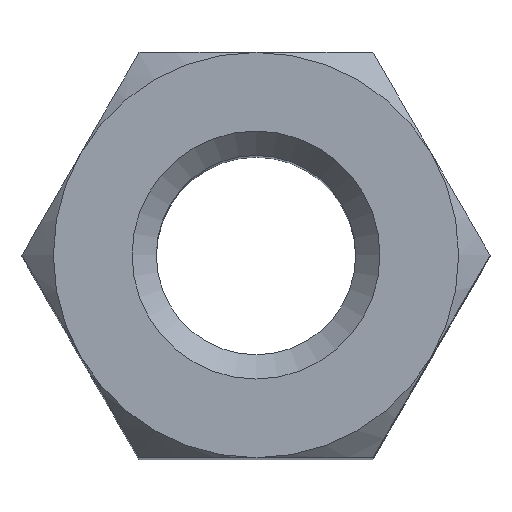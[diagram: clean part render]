
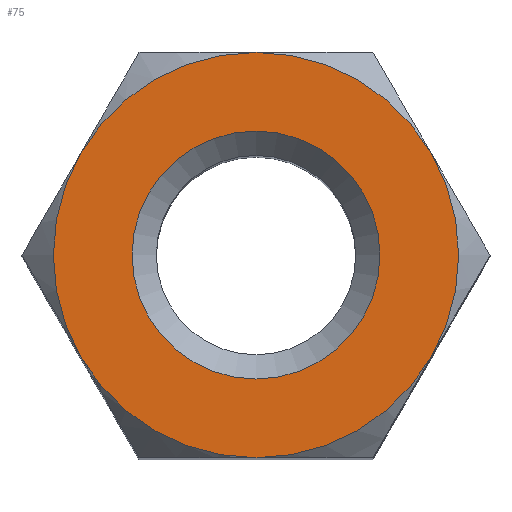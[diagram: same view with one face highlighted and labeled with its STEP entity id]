
A CAD part, top view. The second image highlights one B-rep face of the part: STEP entity #75.
In plain terms, the highlighted planar face has unit normal (0, 0, 1).
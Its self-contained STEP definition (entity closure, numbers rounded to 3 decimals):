
#75 = ADVANCED_FACE( '', ( #156, #157 ), #158, .T. );
#156 = FACE_BOUND( '', #237, .T. );
#157 = FACE_OUTER_BOUND( '', #238, .T. );
#158 = PLANE( '', #239 );
#237 = EDGE_LOOP( '', ( #374 ) );
#238 = EDGE_LOOP( '', ( #375, #376, #377, #378, #379, #380 ) );
#239 = AXIS2_PLACEMENT_3D( '', #381, #382, #383 );
#374 = ORIENTED_EDGE( '', *, *, #494, .T. );
#375 = ORIENTED_EDGE( '', *, *, #500, .F. );
#376 = ORIENTED_EDGE( '', *, *, #501, .F. );
#377 = ORIENTED_EDGE( '', *, *, #488, .F. );
#378 = ORIENTED_EDGE( '', *, *, #502, .T. );
#379 = ORIENTED_EDGE( '', *, *, #484, .F. );
#380 = ORIENTED_EDGE( '', *, *, #474, .F. );
#381 = CARTESIAN_POINT( '', ( 0., 0., 6.5 ) );
#382 = DIRECTION( '', ( 0., 0., 1. ) );
#383 = DIRECTION( '', ( 1., 0., 0. ) );
#474 = EDGE_CURVE( '', #557, #537, #559, .F. );
#484 = EDGE_CURVE( '', #537, #549, #572, .F. );
#488 = EDGE_CURVE( '', #577, #578, #579, .F. );
#494 = EDGE_CURVE( '', #587, #587, #588, .T. );
#500 = EDGE_CURVE( '', #595, #557, #596, .F. );
#501 = EDGE_CURVE( '', #578, #595, #597, .F. );
#502 = EDGE_CURVE( '', #577, #549, #598, .T. );
#537 = VERTEX_POINT( '', #664 );
#549 = VERTEX_POINT( '', #701 );
#557 = VERTEX_POINT( '', #727 );
#559 = CIRCLE( '', #736, 2.5 );
#572 = CIRCLE( '', #761, 2.5 );
#577 = VERTEX_POINT( '', #766 );
#578 = VERTEX_POINT( '', #767 );
#579 = CIRCLE( '', #768, 2.5 );
#587 = VERTEX_POINT( '', #788 );
#588 = CIRCLE( '', #789, 1.53 );
#595 = VERTEX_POINT( '', #809 );
#596 = CIRCLE( '', #810, 2.5 );
#597 = CIRCLE( '', #811, 2.5 );
#598 = CIRCLE( '', #812, 2.5 );
#664 = CARTESIAN_POINT( '', ( -2.165, -1.25, 6.5 ) );
#701 = CARTESIAN_POINT( '', ( -2.165, 1.25, 6.5 ) );
#727 = CARTESIAN_POINT( '', ( 0., -2.5, 6.5 ) );
#736 = AXIS2_PLACEMENT_3D( '', #874, #875, #876 );
#761 = AXIS2_PLACEMENT_3D( '', #889, #890, #891 );
#766 = CARTESIAN_POINT( '', ( 0., 2.5, 6.5 ) );
#767 = CARTESIAN_POINT( '', ( 2.165, 1.25, 6.5 ) );
#768 = AXIS2_PLACEMENT_3D( '', #895, #896, #897 );
#788 = CARTESIAN_POINT( '', ( 0., 1.53, 6.5 ) );
#789 = AXIS2_PLACEMENT_3D( '', #901, #902, #903 );
#809 = CARTESIAN_POINT( '', ( 2.165, -1.25, 6.5 ) );
#810 = AXIS2_PLACEMENT_3D( '', #905, #906, #907 );
#811 = AXIS2_PLACEMENT_3D( '', #908, #909, #910 );
#812 = AXIS2_PLACEMENT_3D( '', #911, #912, #913 );
#874 = CARTESIAN_POINT( '', ( 0., 0., 6.5 ) );
#875 = DIRECTION( '', ( 0., 0., 1. ) );
#876 = DIRECTION( '', ( 1., 0., 0. ) );
#889 = CARTESIAN_POINT( '', ( 0., 0., 6.5 ) );
#890 = DIRECTION( '', ( 0., 0., 1. ) );
#891 = DIRECTION( '', ( 1., 0., 0. ) );
#895 = CARTESIAN_POINT( '', ( 0., 0., 6.5 ) );
#896 = DIRECTION( '', ( 0., 0., 1. ) );
#897 = DIRECTION( '', ( 1., 0., 0. ) );
#901 = CARTESIAN_POINT( '', ( 0., 0., 6.5 ) );
#902 = DIRECTION( '', ( 0., 0., -1. ) );
#903 = DIRECTION( '', ( 0., 1., 0. ) );
#905 = CARTESIAN_POINT( '', ( 0., 0., 6.5 ) );
#906 = DIRECTION( '', ( 0., 0., 1. ) );
#907 = DIRECTION( '', ( 1., 0., 0. ) );
#908 = CARTESIAN_POINT( '', ( 0., 0., 6.5 ) );
#909 = DIRECTION( '', ( 0., 0., 1. ) );
#910 = DIRECTION( '', ( 1., 0., 0. ) );
#911 = CARTESIAN_POINT( '', ( 0., 0., 6.5 ) );
#912 = DIRECTION( '', ( 0., 0., 1. ) );
#913 = DIRECTION( '', ( 1., 0., 0. ) );
